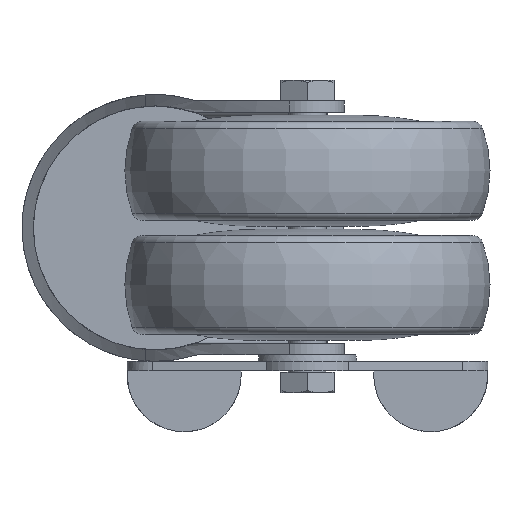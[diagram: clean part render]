
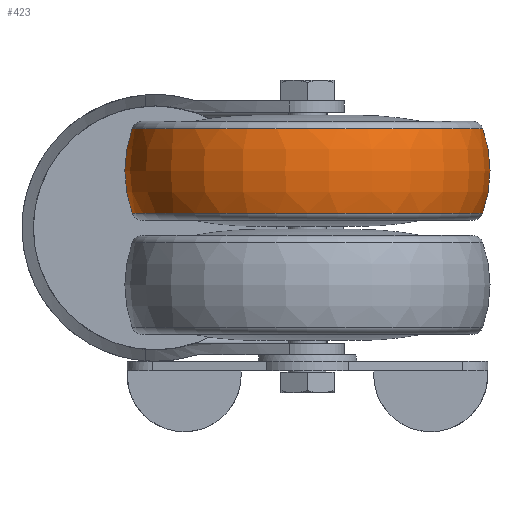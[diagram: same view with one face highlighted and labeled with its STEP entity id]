
A CAD part, front view. The second image highlights one B-rep face of the part: STEP entity #423.
In plain terms, the highlighted toroidal (fillet/blend) face has major radius 12.021 mm and minor radius 26.079 mm.
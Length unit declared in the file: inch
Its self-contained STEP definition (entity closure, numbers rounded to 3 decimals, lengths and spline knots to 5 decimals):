
#109 = ORIENTED_EDGE ( 'NONE', *, *, #9737, .F. ) ;
#379 = VERTEX_POINT ( 'NONE', #10384 ) ;
#423 = ADVANCED_FACE ( 'NONE', ( #5777 ), #6842, .T. ) ;
#783 = CIRCLE ( 'NONE', #4199, 1.43972 ) ;
#1204 = AXIS2_PLACEMENT_3D ( 'NONE', #7995, #2910, #8862 ) ;
#1506 = DIRECTION ( 'NONE',  ( 1., 0., 0. ) ) ;
#1765 = VERTEX_POINT ( 'NONE', #10137 ) ;
#1878 = ORIENTED_EDGE ( 'NONE', *, *, #2384, .T. ) ;
#2056 = CARTESIAN_POINT ( 'NONE',  ( -0.18972, -1.9175, 0.12211 ) ) ;
#2297 = VERTEX_POINT ( 'NONE', #4657 ) ;
#2384 = EDGE_CURVE ( 'NONE', #1765, #379, #8301, .T. ) ;
#2480 = CARTESIAN_POINT ( 'NONE',  ( 1.25, -1.9175, 0.46875 ) ) ;
#2910 = DIRECTION ( 'NONE',  ( 0., 0., 1. ) ) ;
#3263 = CARTESIAN_POINT ( 'NONE',  ( 0.77672, -1.9175, 0.46875 ) ) ;
#3431 = CIRCLE ( 'NONE', #1204, 1.43972 ) ;
#3853 = DIRECTION ( 'NONE',  ( 0., -1., 0. ) ) ;
#4082 = CARTESIAN_POINT ( 'NONE',  ( 1.25, -1.9175, 0.81539 ) ) ;
#4199 = AXIS2_PLACEMENT_3D ( 'NONE', #4082, #10028, #10888 ) ;
#4657 = CARTESIAN_POINT ( 'NONE',  ( -0.18972, -1.9175, 0.81539 ) ) ;
#5003 = DIRECTION ( 'NONE',  ( 0., 1., 0. ) ) ;
#5777 = FACE_OUTER_BOUND ( 'NONE', #8788, .T. ) ;
#5781 = ORIENTED_EDGE ( 'NONE', *, *, #10631, .T. ) ;
#5817 = AXIS2_PLACEMENT_3D ( 'NONE', #3263, #5003, #9209 ) ;
#6233 = AXIS2_PLACEMENT_3D ( 'NONE', #2480, #10064, #1506 ) ;
#6749 = CIRCLE ( 'NONE', #5817, 1.02672 ) ;
#6842 = TOROIDAL_SURFACE ( 'NONE', #6233, 0.47328, 1.02672 ) ;
#7995 = CARTESIAN_POINT ( 'NONE',  ( 1.25, -1.9175, 0.12211 ) ) ;
#8301 = CIRCLE ( 'NONE', #10128, 1.02672 ) ;
#8788 = EDGE_LOOP ( 'NONE', ( #9094, #5781, #1878, #109 ) ) ;
#8835 = VERTEX_POINT ( 'NONE', #2056 ) ;
#8862 = DIRECTION ( 'NONE',  ( 1., 0., 0. ) ) ;
#8977 = CARTESIAN_POINT ( 'NONE',  ( 1.72328, -1.9175, 0.46875 ) ) ;
#9094 = ORIENTED_EDGE ( 'NONE', *, *, #9662, .F. ) ;
#9209 = DIRECTION ( 'NONE',  ( -1., 0., 0. ) ) ;
#9662 = EDGE_CURVE ( 'NONE', #8835, #2297, #6749, .T. ) ;
#9737 = EDGE_CURVE ( 'NONE', #2297, #379, #783, .T. ) ;
#9801 = DIRECTION ( 'NONE',  ( 0., 0., -1. ) ) ;
#10028 = DIRECTION ( 'NONE',  ( 0., 0., 1. ) ) ;
#10064 = DIRECTION ( 'NONE',  ( 0., 0., 1. ) ) ;
#10128 = AXIS2_PLACEMENT_3D ( 'NONE', #8977, #3853, #9801 ) ;
#10137 = CARTESIAN_POINT ( 'NONE',  ( 2.68972, -1.9175, 0.12211 ) ) ;
#10384 = CARTESIAN_POINT ( 'NONE',  ( 2.68972, -1.9175, 0.81539 ) ) ;
#10631 = EDGE_CURVE ( 'NONE', #8835, #1765, #3431, .T. ) ;
#10888 = DIRECTION ( 'NONE',  ( 1., 0., 0. ) ) ;
